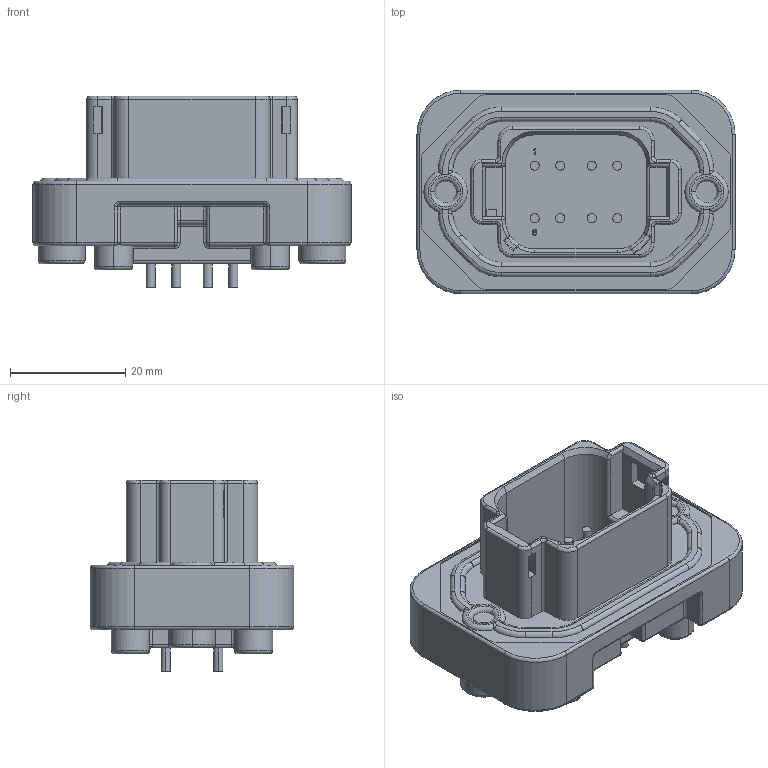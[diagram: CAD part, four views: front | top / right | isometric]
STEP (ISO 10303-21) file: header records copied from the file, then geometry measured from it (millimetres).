
FILE_DESCRIPTION((''),'2;1');
FILE_NAME('C-DT15-08PA','2013-03-23T',('workeradm'),('Tyco Electronics Ltd.'),'PRO/ENGINEER BY PARAMETRIC TECHNOLOGY CORPORATION, 2010430','PRO/ENGINEER BY PARAMETRIC TECHNOLOGY CORPORATION, 2010430','');
FILE_SCHEMA(('AUTOMOTIVE_DESIGN { 1 0 10303 214 1 1 1 1 }'));
Length unit declared in the file: millimetre
Products named in the file (1): C-DT15-08PA
Bounding box: 55.12 x 35.26 x 33.2 mm (x, y, z)
Volume: 23207.7 mm3; surface area: 10385.3 mm2
Topology: 1 solids, 1 shells, 488 faces, 1264 edges, 806 vertices
Faces by surface type: plane 195, cylinder 187, torus 72, bspline 18, sphere 10, cone 6
Entity records: 20775 total; most frequent: CARTESIAN_POINT 8518, ORIENTED_EDGE 2528, DIRECTION 2526, EDGE_CURVE 1264, AXIS2_PLACEMENT_3D 932, VERTEX_POINT 806, VECTOR 662, LINE 662
